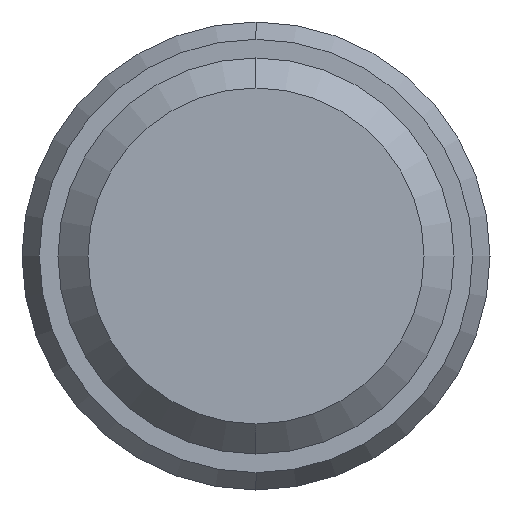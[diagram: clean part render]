
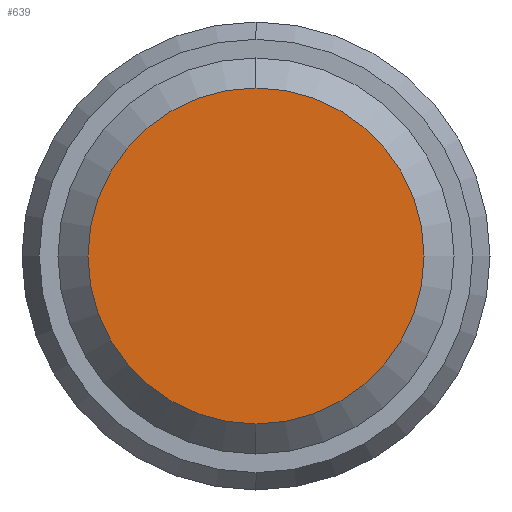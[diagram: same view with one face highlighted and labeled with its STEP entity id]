
A CAD part, left-side view. The second image highlights one B-rep face of the part: STEP entity #639.
In plain terms, the highlighted planar face has unit normal (-1, 0, 0).
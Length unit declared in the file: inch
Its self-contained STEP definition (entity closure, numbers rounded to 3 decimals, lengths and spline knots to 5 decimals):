
#4 = VERTEX_POINT ( 'NONE', #591 ) ;
#9 = DIRECTION ( 'NONE',  ( 0., 0., 1. ) ) ;
#30 = ORIENTED_EDGE ( 'NONE', *, *, #594, .T. ) ;
#92 = VERTEX_POINT ( 'NONE', #353 ) ;
#96 = AXIS2_PLACEMENT_3D ( 'NONE', #206, #352, #9 ) ;
#114 = ORIENTED_EDGE ( 'NONE', *, *, #519, .T. ) ;
#118 = PLANE ( 'NONE',  #126 ) ;
#126 = AXIS2_PLACEMENT_3D ( 'NONE', #226, #314, #529 ) ;
#155 = EDGE_LOOP ( 'NONE', ( #30, #114 ) ) ;
#206 = CARTESIAN_POINT ( 'NONE',  ( 0., 0., 0. ) ) ;
#211 = DIRECTION ( 'NONE',  ( 0., 0., 1. ) ) ;
#226 = CARTESIAN_POINT ( 'NONE',  ( 0., 0., 0. ) ) ;
#258 = CARTESIAN_POINT ( 'NONE',  ( 0., 0., 0. ) ) ;
#264 = FACE_OUTER_BOUND ( 'NONE', #155, .T. ) ;
#308 = DIRECTION ( 'NONE',  ( -1., 0., 0. ) ) ;
#314 = DIRECTION ( 'NONE',  ( 1., 0., 0. ) ) ;
#352 = DIRECTION ( 'NONE',  ( -1., 0., 0. ) ) ;
#353 = CARTESIAN_POINT ( 'NONE',  ( 0., 0., 0.028 ) ) ;
#405 = CIRCLE ( 'NONE', #96, 0.028 ) ;
#519 = EDGE_CURVE ( 'NONE', #92, #4, #405, .T. ) ;
#522 = AXIS2_PLACEMENT_3D ( 'NONE', #258, #308, #211 ) ;
#529 = DIRECTION ( 'NONE',  ( 0., 0., -1. ) ) ;
#591 = CARTESIAN_POINT ( 'NONE',  ( 0., 0., -0.028 ) ) ;
#594 = EDGE_CURVE ( 'NONE', #4, #92, #595, .T. ) ;
#595 = CIRCLE ( 'NONE', #522, 0.028 ) ;
#639 = ADVANCED_FACE ( 'NONE', ( #264 ), #118, .F. ) ;
